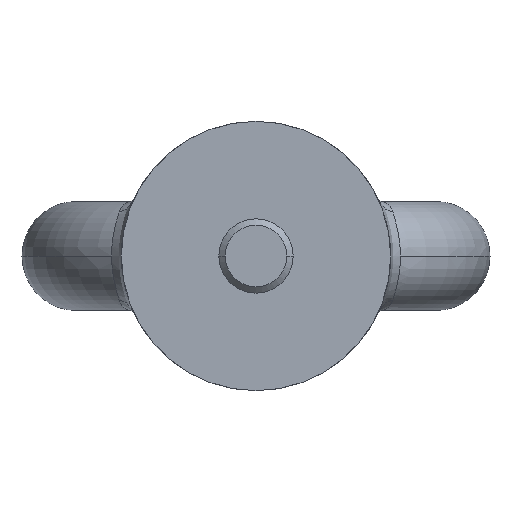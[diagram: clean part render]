
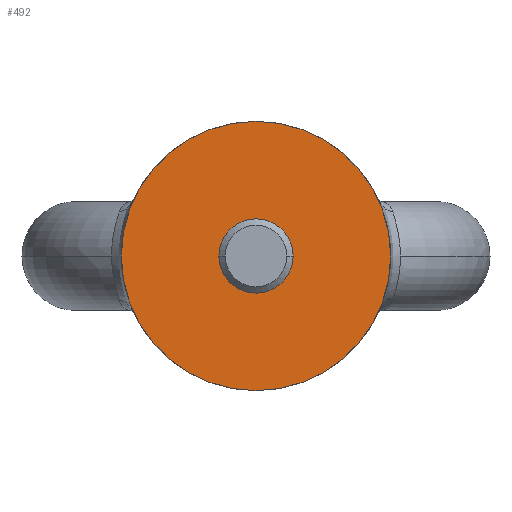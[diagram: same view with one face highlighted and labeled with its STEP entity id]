
A CAD part, front view. The second image highlights one B-rep face of the part: STEP entity #492.
In plain terms, the highlighted planar face has unit normal (0, -1, 0).
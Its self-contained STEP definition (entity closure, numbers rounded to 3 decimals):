
#6 = DIRECTION ( 'NONE',  ( -1., 0., 0. ) ) ;
#40 = AXIS2_PLACEMENT_3D ( 'NONE', #788, #1117, #629 ) ;
#57 = AXIS2_PLACEMENT_3D ( 'NONE', #1451, #1331, #1217 ) ;
#109 = EDGE_CURVE ( 'NONE', #1000, #1265, #186, .T. ) ;
#186 = CIRCLE ( 'NONE', #363, 10.5 ) ;
#296 = CIRCLE ( 'NONE', #1097, 2.9 ) ;
#350 = ORIENTED_EDGE ( 'NONE', *, *, #1249, .F. ) ;
#360 = DIRECTION ( 'NONE',  ( 0., -1., 0. ) ) ;
#363 = AXIS2_PLACEMENT_3D ( 'NONE', #1417, #579, #1310 ) ;
#367 = DIRECTION ( 'NONE',  ( -1., 0., 0. ) ) ;
#429 = EDGE_LOOP ( 'NONE', ( #1007, #1529 ) ) ;
#465 = CIRCLE ( 'NONE', #1427, 10.5 ) ;
#492 = ADVANCED_FACE ( 'NONE', ( #1133, #1496 ), #1491, .F. ) ;
#579 = DIRECTION ( 'NONE',  ( 0., 1., 0. ) ) ;
#629 = DIRECTION ( 'NONE',  ( -1., 0., 0. ) ) ;
#668 = ORIENTED_EDGE ( 'NONE', *, *, #109, .F. ) ;
#676 = CIRCLE ( 'NONE', #57, 2.9 ) ;
#732 = CARTESIAN_POINT ( 'NONE',  ( -2.9, -18., 0. ) ) ;
#740 = CARTESIAN_POINT ( 'NONE',  ( -10.5, -18., 0. ) ) ;
#788 = CARTESIAN_POINT ( 'NONE',  ( 0., -18., 0. ) ) ;
#822 = EDGE_CURVE ( 'NONE', #1188, #1321, #676, .T. ) ;
#922 = EDGE_LOOP ( 'NONE', ( #350, #668 ) ) ;
#923 = CARTESIAN_POINT ( 'NONE',  ( 10.5, -18., 0. ) ) ;
#1000 = VERTEX_POINT ( 'NONE', #923 ) ;
#1007 = ORIENTED_EDGE ( 'NONE', *, *, #822, .F. ) ;
#1084 = CARTESIAN_POINT ( 'NONE',  ( 0., -18., 0. ) ) ;
#1089 = DIRECTION ( 'NONE',  ( 0., 1., 0. ) ) ;
#1097 = AXIS2_PLACEMENT_3D ( 'NONE', #1084, #360, #6 ) ;
#1117 = DIRECTION ( 'NONE',  ( 0., 1., 0. ) ) ;
#1133 = FACE_OUTER_BOUND ( 'NONE', #922, .T. ) ;
#1188 = VERTEX_POINT ( 'NONE', #732 ) ;
#1217 = DIRECTION ( 'NONE',  ( -1., 0., 0. ) ) ;
#1249 = EDGE_CURVE ( 'NONE', #1265, #1000, #465, .T. ) ;
#1265 = VERTEX_POINT ( 'NONE', #740 ) ;
#1310 = DIRECTION ( 'NONE',  ( -1., 0., 0. ) ) ;
#1321 = VERTEX_POINT ( 'NONE', #1471 ) ;
#1331 = DIRECTION ( 'NONE',  ( 0., -1., 0. ) ) ;
#1417 = CARTESIAN_POINT ( 'NONE',  ( 0., -18., 0. ) ) ;
#1427 = AXIS2_PLACEMENT_3D ( 'NONE', #1549, #1089, #367 ) ;
#1451 = CARTESIAN_POINT ( 'NONE',  ( 0., -18., 0. ) ) ;
#1470 = EDGE_CURVE ( 'NONE', #1321, #1188, #296, .T. ) ;
#1471 = CARTESIAN_POINT ( 'NONE',  ( 2.9, -18., 0. ) ) ;
#1491 = PLANE ( 'NONE',  #40 ) ;
#1496 = FACE_BOUND ( 'NONE', #429, .T. ) ;
#1529 = ORIENTED_EDGE ( 'NONE', *, *, #1470, .F. ) ;
#1549 = CARTESIAN_POINT ( 'NONE',  ( 0., -18., 0. ) ) ;
